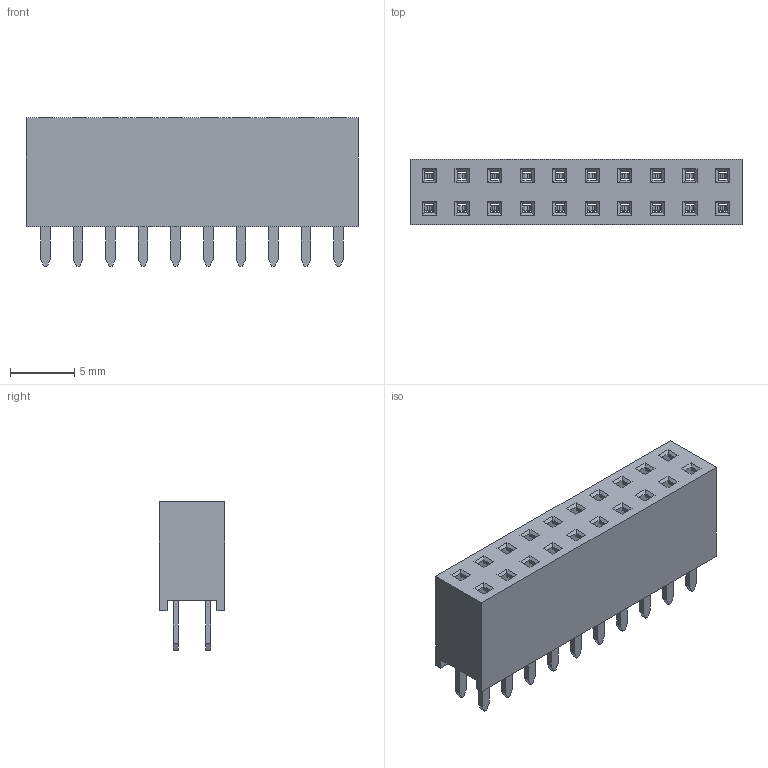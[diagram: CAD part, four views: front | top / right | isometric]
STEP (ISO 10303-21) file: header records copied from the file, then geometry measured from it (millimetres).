
FILE_DESCRIPTION(/* description */ ('Unknown'),/* implementation_level */ '2;1');
FILE_NAME(/* name */ '61302021821',/* time_stamp */ '2022-06-30T08:00:38+02:00',/* author */ ('Unknown'),/* organization */ ('Unknown'),/* preprocessor_version */ 'ST-DEVELOPER v16.7',/* originating_system */ 'Solid Edge',/* authorisation */ 'Unknown');
FILE_SCHEMA (('AUTOMOTIVE_DESIGN {1 0 10303 214 3 1 1}'));
Length unit declared in the file: millimetre
Products named in the file (3): 6130xx21821; 61302021821; 6130xx21821_PIN
Assembly tree (21 placements, depth 2):
  6130xx21821
    61302021821
    6130xx21821_PIN  x20
Bounding box: 25.9 x 5.08 x 11.6 mm (x, y, z)
Volume: 908.1 mm3; surface area: 2254.9 mm2
Topology: 21 solids, 21 shells, 830 faces, 2204 edges, 1416 vertices
Faces by surface type: plane 630, cylinder 120, bspline 40, torus 40
Entity records: 8693 total; most frequent: CARTESIAN_POINT 1548, ORIENTED_EDGE 1474, DIRECTION 1349, EDGE_CURVE 737, LINE 715, VECTOR 715, VERTEX_POINT 464, EDGE_LOOP 321
